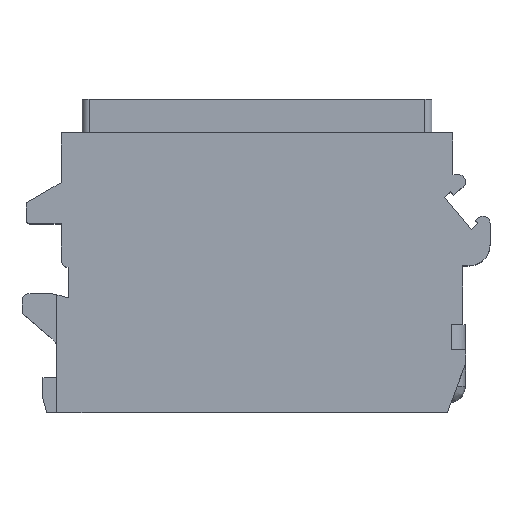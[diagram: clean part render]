
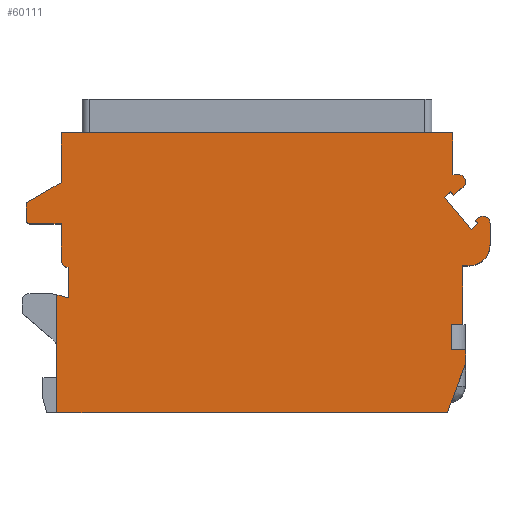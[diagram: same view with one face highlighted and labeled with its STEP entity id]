
A CAD part, top view. The second image highlights one B-rep face of the part: STEP entity #60111.
In plain terms, the highlighted planar face has unit normal (0, 0, 1).
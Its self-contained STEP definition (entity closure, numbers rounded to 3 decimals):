
#4129=CARTESIAN_POINT('',(15.15,12.,14.));
#4130=DIRECTION('',(0.,0.,1.));
#4131=DIRECTION('',(0.,-1.,0.));
#4132=AXIS2_PLACEMENT_3D('',#4129,#4130,#4131);
#4134=DIRECTION('',(-1.,0.,0.));
#4135=VECTOR('',#4134,0.45);
#4136=CARTESIAN_POINT('',(15.15,10.5,14.));
#4137=LINE('',#4136,#4135);
#4138=DIRECTION('',(0.,-1.,0.));
#4139=VECTOR('',#4138,4.2);
#4140=CARTESIAN_POINT('',(14.7,10.5,14.));
#4141=LINE('',#4140,#4139);
#4142=DIRECTION('',(-1.,0.,0.));
#4143=VECTOR('',#4142,0.8);
#4144=CARTESIAN_POINT('',(14.7,6.3,14.));
#4145=LINE('',#4144,#4143);
#4146=DIRECTION('',(0.,-1.,0.));
#4147=VECTOR('',#4146,1.8);
#4148=CARTESIAN_POINT('',(13.9,6.3,14.));
#4149=LINE('',#4148,#4147);
#4150=DIRECTION('',(1.,0.,0.));
#4151=VECTOR('',#4150,1.);
#4152=CARTESIAN_POINT('',(13.9,4.5,14.));
#4153=LINE('',#4152,#4151);
#4154=DIRECTION('',(0.,-1.,0.));
#4155=VECTOR('',#4154,1.);
#4156=CARTESIAN_POINT('',(14.9,4.5,14.));
#4157=LINE('',#4156,#4155);
#4158=DIRECTION('',(-0.348,-0.937,0.));
#4159=VECTOR('',#4158,3.734);
#4160=CARTESIAN_POINT('',(14.9,3.5,14.));
#4161=LINE('',#4160,#4159);
#4162=DIRECTION('',(1.,0.,0.));
#4163=VECTOR('',#4162,27.9);
#4164=CARTESIAN_POINT('',(-14.3,0.,14.));
#4165=LINE('',#4164,#4163);
#4166=DIRECTION('',(0.966,-0.259,0.));
#4167=VECTOR('',#4166,0.828);
#4168=CARTESIAN_POINT('',(-14.3,8.419,14.));
#4169=LINE('',#4168,#4167);
#4170=DIRECTION('',(0.,1.,0.));
#4171=VECTOR('',#4170,2.196);
#4172=CARTESIAN_POINT('',(-13.5,8.204,14.));
#4173=LINE('',#4172,#4171);
#4174=DIRECTION('',(0.,1.,0.));
#4175=VECTOR('',#4174,2.6);
#4176=CARTESIAN_POINT('',(-14.,10.9,14.));
#4177=LINE('',#4176,#4175);
#4178=DIRECTION('',(-1.,0.,0.));
#4179=VECTOR('',#4178,2.2);
#4180=CARTESIAN_POINT('',(-14.,13.5,14.));
#4181=LINE('',#4180,#4179);
#4182=DIRECTION('',(0.,1.,0.));
#4183=VECTOR('',#4182,1.2);
#4184=CARTESIAN_POINT('',(-16.5,13.8,14.));
#4185=LINE('',#4184,#4183);
#4186=DIRECTION('',(0.866,0.5,0.));
#4187=VECTOR('',#4186,2.887);
#4188=CARTESIAN_POINT('',(-16.5,15.,14.));
#4189=LINE('',#4188,#4187);
#4190=DIRECTION('',(0.,-1.,0.));
#4191=VECTOR('',#4190,3.557);
#4192=CARTESIAN_POINT('',(-14.,20.,14.));
#4193=LINE('',#4192,#4191);
#4194=DIRECTION('',(-1.,0.,0.));
#4195=VECTOR('',#4194,28.);
#4196=CARTESIAN_POINT('',(14.,20.,14.));
#4197=LINE('',#4196,#4195);
#4198=DIRECTION('',(0.,-1.,0.));
#4199=VECTOR('',#4198,3.);
#4200=CARTESIAN_POINT('',(14.,20.,14.));
#4201=LINE('',#4200,#4199);
#4202=DIRECTION('',(1.,0.,0.));
#4203=VECTOR('',#4202,0.4);
#4204=CARTESIAN_POINT('',(14.,17.,14.));
#4205=LINE('',#4204,#4203);
#4206=CARTESIAN_POINT('',(14.4,16.5,14.));
#4207=DIRECTION('',(0.,0.,1.));
#4208=DIRECTION('',(0.643,-0.766,0.));
#4209=AXIS2_PLACEMENT_3D('',#4206,#4207,#4208);
#4211=DIRECTION('',(-0.766,-0.643,0.));
#4212=VECTOR('',#4211,0.873);
#4213=CARTESIAN_POINT('',(14.721,16.117,14.));
#4214=LINE('',#4213,#4212);
#4215=DIRECTION('',(-0.643,0.766,0.));
#4216=VECTOR('',#4215,0.3);
#4217=CARTESIAN_POINT('',(14.052,15.556,14.));
#4218=LINE('',#4217,#4216);
#4219=DIRECTION('',(-0.766,-0.643,0.));
#4220=VECTOR('',#4219,0.6);
#4221=CARTESIAN_POINT('',(13.86,15.786,14.));
#4222=LINE('',#4221,#4220);
#4223=DIRECTION('',(0.643,-0.766,0.));
#4224=VECTOR('',#4223,3.);
#4225=CARTESIAN_POINT('',(13.4,15.4,14.));
#4226=LINE('',#4225,#4224);
#4227=DIRECTION('',(0.766,0.643,0.));
#4228=VECTOR('',#4227,0.6);
#4229=CARTESIAN_POINT('',(15.328,13.102,14.));
#4230=LINE('',#4229,#4228);
#4231=DIRECTION('',(-0.643,0.766,0.));
#4232=VECTOR('',#4231,0.3);
#4233=CARTESIAN_POINT('',(15.788,13.488,14.));
#4234=LINE('',#4233,#4232);
#4235=DIRECTION('',(0.766,0.643,0.));
#4236=VECTOR('',#4235,0.305);
#4237=CARTESIAN_POINT('',(15.595,13.717,14.));
#4238=LINE('',#4237,#4236);
#4239=DIRECTION('',(0.,1.,0.));
#4240=VECTOR('',#4239,1.53);
#4241=CARTESIAN_POINT('',(16.65,12.,14.));
#4242=LINE('',#4241,#4240);
#4514=DIRECTION('',(0.,-1.,0.));
#4515=VECTOR('',#4514,8.419);
#4516=CARTESIAN_POINT('',(-14.3,8.419,14.));
#4517=LINE('',#4516,#4515);
#4612=CARTESIAN_POINT('',(-13.5,10.9,14.));
#4613=DIRECTION('',(0.,0.,1.));
#4614=DIRECTION('',(-1.,0.,0.));
#4615=AXIS2_PLACEMENT_3D('',#4612,#4613,#4614);
#4634=CARTESIAN_POINT('',(-16.2,13.8,14.));
#4635=DIRECTION('',(0.,0.,1.));
#4636=DIRECTION('',(-1.,0.,0.));
#4637=AXIS2_PLACEMENT_3D('',#4634,#4635,#4636);
#4768=CARTESIAN_POINT('',(16.15,13.53,14.));
#4769=DIRECTION('',(0.,0.,1.));
#4770=DIRECTION('',(1.,0.,0.));
#4771=AXIS2_PLACEMENT_3D('',#4768,#4769,#4770);
#46962=CARTESIAN_POINT('',(-16.5,15.,14.));
#46963=CARTESIAN_POINT('',(-14.,16.443,14.));
#46964=VERTEX_POINT('',#46962);
#46965=VERTEX_POINT('',#46963);
#46966=CARTESIAN_POINT('',(-14.,20.,14.));
#46967=VERTEX_POINT('',#46966);
#46968=CARTESIAN_POINT('',(-13.5,8.204,14.));
#46970=VERTEX_POINT('',#46968);
#46972=CARTESIAN_POINT('',(-14.,13.5,14.));
#46974=VERTEX_POINT('',#46972);
#46977=CARTESIAN_POINT('',(-16.5,13.8,14.));
#46979=VERTEX_POINT('',#46977);
#46980=CARTESIAN_POINT('',(-16.2,13.5,14.));
#46981=VERTEX_POINT('',#46980);
#46985=CARTESIAN_POINT('',(-14.,10.9,14.));
#46987=VERTEX_POINT('',#46985);
#46988=CARTESIAN_POINT('',(-13.5,10.4,14.));
#46989=VERTEX_POINT('',#46988);
#46997=CARTESIAN_POINT('',(-14.3,0.,14.));
#46999=VERTEX_POINT('',#46997);
#47025=CARTESIAN_POINT('',(-14.3,8.419,14.));
#47027=VERTEX_POINT('',#47025);
#47072=CARTESIAN_POINT('',(14.,17.,14.));
#47073=CARTESIAN_POINT('',(14.4,17.,14.));
#47074=VERTEX_POINT('',#47072);
#47075=VERTEX_POINT('',#47073);
#47076=CARTESIAN_POINT('',(14.721,16.117,14.));
#47077=VERTEX_POINT('',#47076);
#47078=CARTESIAN_POINT('',(14.052,15.556,14.));
#47079=VERTEX_POINT('',#47078);
#47080=CARTESIAN_POINT('',(13.86,15.786,14.));
#47081=VERTEX_POINT('',#47080);
#47082=CARTESIAN_POINT('',(13.4,15.4,14.));
#47083=VERTEX_POINT('',#47082);
#47084=CARTESIAN_POINT('',(15.328,13.102,14.));
#47085=VERTEX_POINT('',#47084);
#47086=CARTESIAN_POINT('',(15.788,13.488,14.));
#47087=VERTEX_POINT('',#47086);
#47088=CARTESIAN_POINT('',(15.595,13.717,14.));
#47089=VERTEX_POINT('',#47088);
#47090=CARTESIAN_POINT('',(14.,20.,14.));
#47091=VERTEX_POINT('',#47090);
#47092=CARTESIAN_POINT('',(14.9,3.5,14.));
#47093=CARTESIAN_POINT('',(13.6,0.,14.));
#47094=VERTEX_POINT('',#47092);
#47095=VERTEX_POINT('',#47093);
#47096=CARTESIAN_POINT('',(14.7,10.5,14.));
#47098=VERTEX_POINT('',#47096);
#47101=CARTESIAN_POINT('',(16.65,13.53,14.));
#47103=VERTEX_POINT('',#47101);
#47104=CARTESIAN_POINT('',(15.829,13.913,14.));
#47105=VERTEX_POINT('',#47104);
#47119=CARTESIAN_POINT('',(14.7,6.3,14.));
#47120=CARTESIAN_POINT('',(13.9,6.3,14.));
#47121=VERTEX_POINT('',#47119);
#47122=VERTEX_POINT('',#47120);
#47123=CARTESIAN_POINT('',(13.9,4.5,14.));
#47124=VERTEX_POINT('',#47123);
#47125=CARTESIAN_POINT('',(14.9,4.5,14.));
#47126=VERTEX_POINT('',#47125);
#47141=CARTESIAN_POINT('',(16.65,12.,14.));
#47143=VERTEX_POINT('',#47141);
#47147=CARTESIAN_POINT('',(15.15,10.5,14.));
#47148=VERTEX_POINT('',#47147);
#60044=CARTESIAN_POINT('',(0.,0.,14.));
#60045=DIRECTION('',(0.,0.,1.));
#60046=DIRECTION('',(1.,0.,0.));
#60047=AXIS2_PLACEMENT_3D('',#60044,#60045,#60046);
#60048=PLANE('',#60047);
#60049=ORIENTED_EDGE('',*,*,#60025,.F.);
#60051=ORIENTED_EDGE('',*,*,#60050,.T.);
#60053=ORIENTED_EDGE('',*,*,#60052,.T.);
#60055=ORIENTED_EDGE('',*,*,#60054,.T.);
#60057=ORIENTED_EDGE('',*,*,#60056,.T.);
#60059=ORIENTED_EDGE('',*,*,#60058,.T.);
#60061=ORIENTED_EDGE('',*,*,#60060,.T.);
#60063=ORIENTED_EDGE('',*,*,#60062,.T.);
#60065=ORIENTED_EDGE('',*,*,#60064,.F.);
#60067=ORIENTED_EDGE('',*,*,#60066,.F.);
#60069=ORIENTED_EDGE('',*,*,#60068,.T.);
#60071=ORIENTED_EDGE('',*,*,#60070,.T.);
#60073=ORIENTED_EDGE('',*,*,#60072,.F.);
#60075=ORIENTED_EDGE('',*,*,#60074,.T.);
#60077=ORIENTED_EDGE('',*,*,#60076,.T.);
#60079=ORIENTED_EDGE('',*,*,#60078,.F.);
#60081=ORIENTED_EDGE('',*,*,#60080,.T.);
#60083=ORIENTED_EDGE('',*,*,#60082,.T.);
#60085=ORIENTED_EDGE('',*,*,#60084,.F.);
#60086=ORIENTED_EDGE('',*,*,#59904,.F.);
#60087=ORIENTED_EDGE('',*,*,#59939,.T.);
#60089=ORIENTED_EDGE('',*,*,#60088,.T.);
#60091=ORIENTED_EDGE('',*,*,#60090,.F.);
#60093=ORIENTED_EDGE('',*,*,#60092,.T.);
#60095=ORIENTED_EDGE('',*,*,#60094,.T.);
#60097=ORIENTED_EDGE('',*,*,#60096,.T.);
#60099=ORIENTED_EDGE('',*,*,#60098,.T.);
#60101=ORIENTED_EDGE('',*,*,#60100,.T.);
#60103=ORIENTED_EDGE('',*,*,#60102,.T.);
#60105=ORIENTED_EDGE('',*,*,#60104,.T.);
#60107=ORIENTED_EDGE('',*,*,#60106,.F.);
#60108=ORIENTED_EDGE('',*,*,#60036,.F.);
#60109=EDGE_LOOP('',(#60049,#60051,#60053,#60055,#60057,#60059,#60061,#60063,
#60065,#60067,#60069,#60071,#60073,#60075,#60077,#60079,#60081,#60083,#60085,
#60086,#60087,#60089,#60091,#60093,#60095,#60097,#60099,#60101,#60103,#60105,
#60107,#60108));
#60110=FACE_OUTER_BOUND('',#60109,.F.);
#60111=ADVANCED_FACE('',(#60110),#60048,.T.);
#4133=CIRCLE('',#4132,1.5);
#4210=CIRCLE('',#4209,0.5);
#4616=CIRCLE('',#4615,0.5);
#4638=CIRCLE('',#4637,0.3);
#4772=CIRCLE('',#4771,0.5);
#59904=EDGE_CURVE('',#47091,#46967,#4197,.T.);
#59939=EDGE_CURVE('',#47091,#47074,#4201,.T.);
#60025=EDGE_CURVE('',#47148,#47143,#4133,.T.);
#60036=EDGE_CURVE('',#47143,#47103,#4242,.T.);
#60050=EDGE_CURVE('',#47148,#47098,#4137,.T.);
#60052=EDGE_CURVE('',#47098,#47121,#4141,.T.);
#60054=EDGE_CURVE('',#47121,#47122,#4145,.T.);
#60056=EDGE_CURVE('',#47122,#47124,#4149,.T.);
#60058=EDGE_CURVE('',#47124,#47126,#4153,.T.);
#60060=EDGE_CURVE('',#47126,#47094,#4157,.T.);
#60062=EDGE_CURVE('',#47094,#47095,#4161,.T.);
#60064=EDGE_CURVE('',#46999,#47095,#4165,.T.);
#60066=EDGE_CURVE('',#47027,#46999,#4517,.T.);
#60068=EDGE_CURVE('',#47027,#46970,#4169,.T.);
#60070=EDGE_CURVE('',#46970,#46989,#4173,.T.);
#60072=EDGE_CURVE('',#46987,#46989,#4616,.T.);
#60074=EDGE_CURVE('',#46987,#46974,#4177,.T.);
#60076=EDGE_CURVE('',#46974,#46981,#4181,.T.);
#60078=EDGE_CURVE('',#46979,#46981,#4638,.T.);
#60080=EDGE_CURVE('',#46979,#46964,#4185,.T.);
#60082=EDGE_CURVE('',#46964,#46965,#4189,.T.);
#60084=EDGE_CURVE('',#46967,#46965,#4193,.T.);
#60088=EDGE_CURVE('',#47074,#47075,#4205,.T.);
#60090=EDGE_CURVE('',#47077,#47075,#4210,.T.);
#60092=EDGE_CURVE('',#47077,#47079,#4214,.T.);
#60094=EDGE_CURVE('',#47079,#47081,#4218,.T.);
#60096=EDGE_CURVE('',#47081,#47083,#4222,.T.);
#60098=EDGE_CURVE('',#47083,#47085,#4226,.T.);
#60100=EDGE_CURVE('',#47085,#47087,#4230,.T.);
#60102=EDGE_CURVE('',#47087,#47089,#4234,.T.);
#60104=EDGE_CURVE('',#47089,#47105,#4238,.T.);
#60106=EDGE_CURVE('',#47103,#47105,#4772,.T.);
